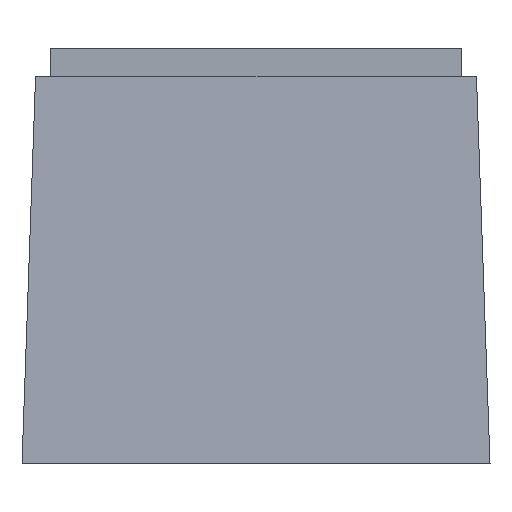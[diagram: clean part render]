
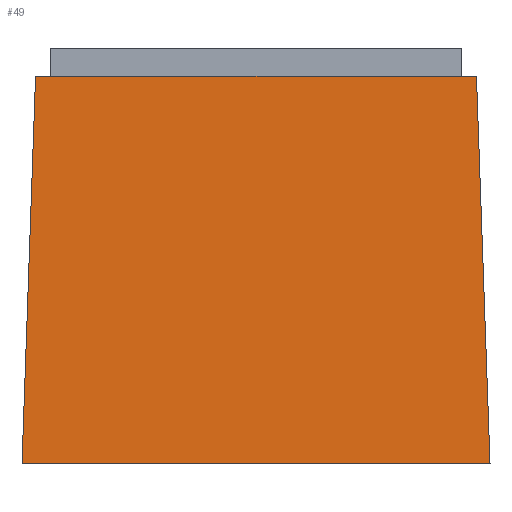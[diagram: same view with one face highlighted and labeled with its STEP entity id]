
A CAD part, left-side view. The second image highlights one B-rep face of the part: STEP entity #49.
In plain terms, the highlighted planar face has unit normal (-0.999, 0, 0.035).
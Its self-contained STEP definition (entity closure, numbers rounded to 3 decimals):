
#38=FACE_OUTER_BOUND('',#131,.T.);
#49=ADVANCED_FACE('',(#38),#61,.T.);
#61=PLANE('',#245);
#69=LINE('',#315,#93);
#86=LINE('',#350,#110);
#88=LINE('',#354,#112);
#89=LINE('',#355,#113);
#93=VECTOR('',#258,1.);
#110=VECTOR('',#287,1.);
#112=VECTOR('',#291,1.);
#113=VECTOR('',#292,1.);
#131=EDGE_LOOP('',(#168,#169,#170,#171));
#168=ORIENTED_EDGE('',*,*,#232,.F.);
#169=ORIENTED_EDGE('',*,*,#212,.T.);
#170=ORIENTED_EDGE('',*,*,#233,.F.);
#171=ORIENTED_EDGE('',*,*,#230,.F.);
#192=VERTEX_POINT('',#310);
#194=VERTEX_POINT('',#314);
#206=VERTEX_POINT('',#349);
#207=VERTEX_POINT('',#351);
#212=EDGE_CURVE('',#192,#194,#69,.T.);
#230=EDGE_CURVE('',#206,#207,#86,.T.);
#232=EDGE_CURVE('',#192,#206,#88,.T.);
#233=EDGE_CURVE('',#207,#194,#89,.T.);
#245=AXIS2_PLACEMENT_3D('',#356,#293,#294);
#258=DIRECTION('',(0.,-1.,0.));
#287=DIRECTION('',(0.,-1.,0.));
#291=DIRECTION('',(0.035,-0.035,0.999));
#292=DIRECTION('',(-0.035,-0.035,-0.999));
#293=DIRECTION('',(-0.999,0.,0.035));
#294=DIRECTION('',(-0.035,0.,-0.999));
#310=CARTESIAN_POINT('',(-9.957,9.957,-0.2));
#314=CARTESIAN_POINT('',(-9.957,-9.957,-0.2));
#315=CARTESIAN_POINT('',(-9.957,11.,-0.2));
#349=CARTESIAN_POINT('',(-9.381,9.381,16.3));
#350=CARTESIAN_POINT('',(-9.381,11.,16.3));
#351=CARTESIAN_POINT('',(-9.381,-9.381,16.3));
#354=CARTESIAN_POINT('',(-9.695,9.695,7.315));
#355=CARTESIAN_POINT('',(-9.668,-9.668,8.082));
#356=CARTESIAN_POINT('',(-9.693,11.,7.361));
